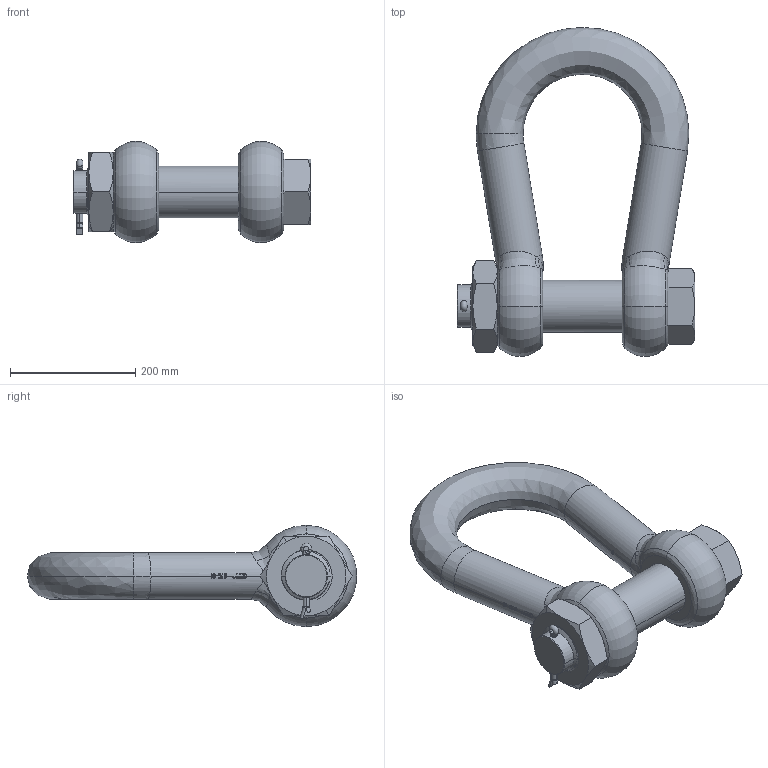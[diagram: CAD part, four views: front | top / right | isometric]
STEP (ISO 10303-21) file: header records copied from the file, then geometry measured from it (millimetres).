
FILE_DESCRIPTION(('STEP AP214'),'1');
FILE_NAME('gpghmb75.stp','2017-03-31T06:09:15',('TraceParts'),('TraceParts S.A.'),'Spatial InterOp 3D',' ',' ');
FILE_SCHEMA(('automotive_design'));
Length unit declared in the file: millimetre
Products named in the file (4): gpghmb75_1; gpghmb75_2; gpghmb75_3; gpghmb75_4
Bounding box: 380 x 525.91 x 162 mm (x, y, z)
Volume: 7914591.2 mm3; surface area: 517649.3 mm2
Topology: 4 solids, 4 shells, 753 faces, 2072 edges, 1348 vertices
Faces by surface type: bspline 339, plane 241, cylinder 134, cone 28, torus 11
Entity records: 41632 total; most frequent: CARTESIAN_POINT 25499, ORIENTED_EDGE 4144, DIRECTION 2083, EDGE_CURVE 2072, VERTEX_POINT 1348, LINE 901, VECTOR 901, B_SPLINE_CURVE_WITH_KNOTS 820
